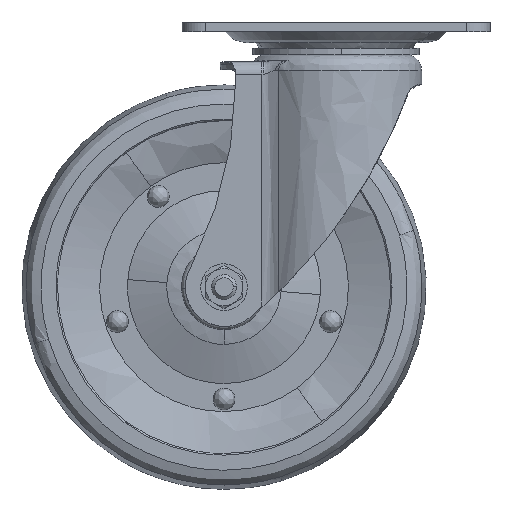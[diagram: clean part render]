
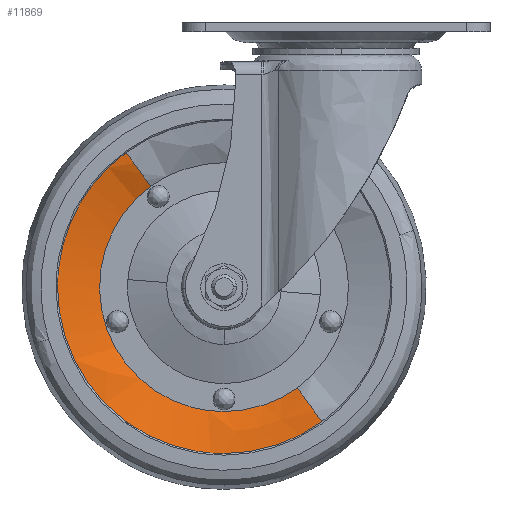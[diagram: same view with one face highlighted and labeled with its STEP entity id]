
A CAD part, front view. The second image highlights one B-rep face of the part: STEP entity #11869.
In plain terms, the highlighted free-form (B-spline) face has degree [2, 2] with [7, 3] control points.
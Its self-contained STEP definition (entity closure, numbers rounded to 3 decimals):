
#11562=CARTESIAN_POINT('',(-89.5,-12.,-85.));
#11563=VERTEX_POINT('',#11562);
#11577=CARTESIAN_POINT('',(-67.447,-12.,-41.718));
#11578=VERTEX_POINT('',#11577);
#11579=CARTESIAN_POINT('',(-67.447,-12.,-41.718));
#11580=CARTESIAN_POINT('',(-89.5,-12.,-57.74));
#11581=CARTESIAN_POINT('',(-89.5,-12.,-85.));
#11589=(BOUNDED_CURVE()B_SPLINE_CURVE(2,(#11579,#11580,#11581),.UNSPECIFIED.,.F.,.U.)B_SPLINE_CURVE_WITH_KNOTS((3,3),(0.601,0.75),.UNSPECIFIED.)CURVE()GEOMETRIC_REPRESENTATION_ITEM()RATIONAL_B_SPLINE_CURVE((0.859,0.826,1.0))REPRESENTATION_ITEM(''));
#11590=EDGE_CURVE('',#11578,#11563,#11589,.T.);
#11637=CARTESIAN_POINT('',(-36.0,-12.,-138.5));
#11638=VERTEX_POINT('',#11637);
#11639=CARTESIAN_POINT('',(-4.553,-12.,-128.282));
#11640=VERTEX_POINT('',#11639);
#11641=CARTESIAN_POINT('',(-36.0,-12.,-138.5));
#11642=CARTESIAN_POINT('',(-18.617,-12.,-138.5));
#11643=CARTESIAN_POINT('',(-4.553,-12.,-128.282));
#11651=(BOUNDED_CURVE()B_SPLINE_CURVE(2,(#11641,#11642,#11643),.UNSPECIFIED.,.F.,.U.)B_SPLINE_CURVE_WITH_KNOTS((3,3),(0.0,0.101),.UNSPECIFIED.)CURVE()GEOMETRIC_REPRESENTATION_ITEM()RATIONAL_B_SPLINE_CURVE((1.0,0.881,0.859))REPRESENTATION_ITEM(''));
#11652=EDGE_CURVE('',#11638,#11640,#11651,.T.);
#11654=CARTESIAN_POINT('',(-89.5,-12.,-85.));
#11655=CARTESIAN_POINT('',(-89.5,-12.,-138.5));
#11656=CARTESIAN_POINT('',(-36.0,-12.,-138.5));
#11664=(BOUNDED_CURVE()B_SPLINE_CURVE(2,(#11654,#11655,#11656),.UNSPECIFIED.,.F.,.U.)B_SPLINE_CURVE_WITH_KNOTS((3,3),(0.75,1.0),.UNSPECIFIED.)CURVE()GEOMETRIC_REPRESENTATION_ITEM()RATIONAL_B_SPLINE_CURVE((1.0,0.707,1.0))REPRESENTATION_ITEM(''));
#11665=EDGE_CURVE('',#11563,#11638,#11664,.T.);
#11719=CARTESIAN_POINT('',(-59.511,-7.5,-52.639));
#11720=VERTEX_POINT('',#11719);
#11721=CARTESIAN_POINT('',(-67.447,-12.,-41.718));
#11722=CARTESIAN_POINT('',(-63.118,-11.59,-47.675));
#11723=CARTESIAN_POINT('',(-59.511,-7.5,-52.639));
#11731=(BOUNDED_CURVE()B_SPLINE_CURVE(2,(#11721,#11722,#11723),.UNSPECIFIED.,.F.,.U.)B_SPLINE_CURVE_WITH_KNOTS((3,3),(-1.461,-0.535),.UNSPECIFIED.)CURVE()GEOMETRIC_REPRESENTATION_ITEM()RATIONAL_B_SPLINE_CURVE((0.939,0.906,0.94))REPRESENTATION_ITEM(''));
#11732=EDGE_CURVE('',#11578,#11720,#11731,.T.);
#11749=CARTESIAN_POINT('',(-12.489,-7.5,-117.361));
#11750=VERTEX_POINT('',#11749);
#11777=CARTESIAN_POINT('',(-4.553,-12.,-128.282));
#11778=CARTESIAN_POINT('',(-8.882,-11.59,-122.325));
#11779=CARTESIAN_POINT('',(-12.489,-7.5,-117.361));
#11787=(BOUNDED_CURVE()B_SPLINE_CURVE(2,(#11777,#11778,#11779),.UNSPECIFIED.,.F.,.U.)B_SPLINE_CURVE_WITH_KNOTS((3,3),(-1.461,-0.535),.UNSPECIFIED.)CURVE()GEOMETRIC_REPRESENTATION_ITEM()RATIONAL_B_SPLINE_CURVE((0.939,0.906,0.94))REPRESENTATION_ITEM(''));
#11788=EDGE_CURVE('',#11640,#11750,#11787,.T.);
#11793=CARTESIAN_POINT('',(-66.637,-12.03,-40.253));
#11794=CARTESIAN_POINT('',(-67.247,-12.03,-40.696));
#11795=CARTESIAN_POINT('',(-111.719,-12.03,-73.007));
#11796=CARTESIAN_POINT('',(-79.856,-12.03,-116.863));
#11797=CARTESIAN_POINT('',(-47.993,-12.03,-160.719));
#11798=CARTESIAN_POINT('',(-3.52,-12.03,-128.408));
#11799=CARTESIAN_POINT('',(-2.911,-12.03,-127.965));
#11800=CARTESIAN_POINT('',(-62.037,-11.791,-46.972));
#11801=CARTESIAN_POINT('',(-62.555,-11.791,-47.348));
#11802=CARTESIAN_POINT('',(-100.35,-11.791,-74.808));
#11803=CARTESIAN_POINT('',(-73.271,-11.791,-112.079));
#11804=CARTESIAN_POINT('',(-46.192,-11.791,-149.35));
#11805=CARTESIAN_POINT('',(-8.397,-11.791,-121.891));
#11806=CARTESIAN_POINT('',(-7.879,-11.791,-121.514));
#11807=CARTESIAN_POINT('',(-58.276,-7.099,-52.465));
#11808=CARTESIAN_POINT('',(-58.719,-7.099,-52.787));
#11809=CARTESIAN_POINT('',(-91.055,-7.099,-76.28));
#11810=CARTESIAN_POINT('',(-67.887,-7.099,-108.168));
#11811=CARTESIAN_POINT('',(-44.72,-7.099,-140.055));
#11812=CARTESIAN_POINT('',(-12.384,-7.099,-116.562));
#11813=CARTESIAN_POINT('',(-11.941,-7.099,-116.24));
#11821=(BOUNDED_SURFACE()B_SPLINE_SURFACE(2,2,((#11793,#11800,#11807),(#11794,#11801,#11808),(#11795,#11802,#11809),(#11796,#11803,#11810),(#11797,#11804,#11811),(#11798,#11805,#11812),(#11799,#11806,#11813)),.UNSPECIFIED.,.F.,.F.,.U.)B_SPLINE_SURFACE_WITH_KNOTS((3,1,2,1,3),(3,3),(0.0,1.796,91.613,181.429,183.225),(0.0,15.938),.UNSPECIFIED.)GEOMETRIC_REPRESENTATION_ITEM()RATIONAL_B_SPLINE_SURFACE(((0.954,0.913,0.954),(0.948,0.908,0.949),(0.667,0.638,0.667),(0.943,0.903,0.943),(0.667,0.638,0.667),(0.948,0.908,0.949),(0.954,0.913,0.954)))REPRESENTATION_ITEM('')SURFACE());
#11822=ORIENTED_EDGE('',*,*,#11652,.T.);
#11823=ORIENTED_EDGE('',*,*,#11788,.T.);
#11824=CARTESIAN_POINT('',(-36.0,-7.5,-125.));
#11825=VERTEX_POINT('',#11824);
#11826=CARTESIAN_POINT('',(-36.0,-7.5,-125.));
#11827=CARTESIAN_POINT('',(-23.003,-7.5,-125.));
#11828=CARTESIAN_POINT('',(-12.489,-7.5,-117.361));
#11836=(BOUNDED_CURVE()B_SPLINE_CURVE(2,(#11826,#11827,#11828),.UNSPECIFIED.,.F.,.U.)B_SPLINE_CURVE_WITH_KNOTS((3,3),(0.0,0.101),.UNSPECIFIED.)CURVE()GEOMETRIC_REPRESENTATION_ITEM()RATIONAL_B_SPLINE_CURVE((1.0,0.881,0.859))REPRESENTATION_ITEM(''));
#11837=EDGE_CURVE('',#11825,#11750,#11836,.T.);
#11838=ORIENTED_EDGE('',*,*,#11837,.F.);
#11839=CARTESIAN_POINT('',(-59.511,-7.5,-52.639));
#11840=CARTESIAN_POINT('',(-61.471,-7.5,-54.063));
#11841=CARTESIAN_POINT('',(-65.08,-7.5,-57.223));
#11842=CARTESIAN_POINT('',(-69.091,-7.5,-62.26));
#11843=CARTESIAN_POINT('',(-71.841,-7.5,-67.033));
#11844=CARTESIAN_POINT('',(-73.623,-7.5,-71.19));
#11845=CARTESIAN_POINT('',(-75.1,-7.5,-76.016));
#11846=CARTESIAN_POINT('',(-75.917,-7.5,-80.939));
#11847=CARTESIAN_POINT('',(-76.068,-7.5,-86.049));
#11848=CARTESIAN_POINT('',(-75.675,-7.5,-90.884));
#11849=CARTESIAN_POINT('',(-74.656,-7.5,-95.699));
#11850=CARTESIAN_POINT('',(-73.077,-7.5,-100.216));
#11851=CARTESIAN_POINT('',(-71.218,-7.5,-104.122));
#11852=CARTESIAN_POINT('',(-68.889,-7.5,-107.922));
#11853=CARTESIAN_POINT('',(-65.571,-7.5,-112.153));
#11854=CARTESIAN_POINT('',(-61.327,-7.5,-116.174));
#11855=CARTESIAN_POINT('',(-56.836,-7.5,-119.255));
#11856=CARTESIAN_POINT('',(-52.311,-7.5,-121.631));
#11857=CARTESIAN_POINT('',(-48.139,-7.5,-123.216));
#11858=CARTESIAN_POINT('',(-42.479,-7.5,-124.619));
#11859=CARTESIAN_POINT('',(-38.618,-7.5,-125.));
#11860=CARTESIAN_POINT('',(-36.0,-7.5,-125.));
#11861=B_SPLINE_CURVE_WITH_KNOTS('',3,(#11839,#11840,#11841,#11842,#11843,#11844,#11845,#11846,#11847,#11848,#11849,#11850,#11851,#11852,#11853,#11854,#11855,#11856,#11857,#11858,#11859,#11860),.UNSPECIFIED.,.F.,.U.,(4,1,1,1,1,1,1,1,1,1,1,1,1,1,1,1,1,1,1,4),(0.,7.265,14.334,19.242,23.758,27.882,34.361,38.681,43.197,48.891,53.407,57.53,61.85,66.759,73.631,79.325,83.056,88.947,92.677,100.531),.UNSPECIFIED.);
#11862=EDGE_CURVE('',#11720,#11825,#11861,.T.);
#11863=ORIENTED_EDGE('',*,*,#11862,.F.);
#11864=ORIENTED_EDGE('',*,*,#11732,.F.);
#11865=ORIENTED_EDGE('',*,*,#11590,.T.);
#11866=ORIENTED_EDGE('',*,*,#11665,.T.);
#11867=EDGE_LOOP('',(#11822,#11823,#11838,#11863,#11864,#11865,#11866));
#11868=FACE_OUTER_BOUND('',#11867,.T.);
#11869=ADVANCED_FACE('',(#11868),#11821,.T.);
